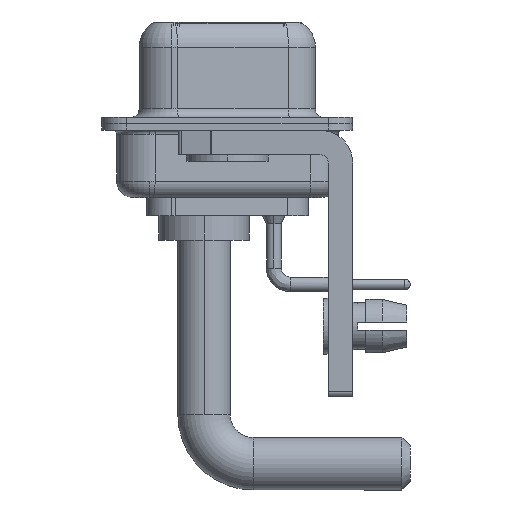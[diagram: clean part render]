
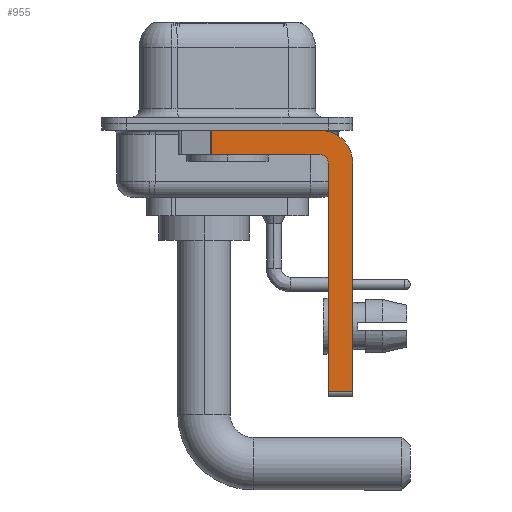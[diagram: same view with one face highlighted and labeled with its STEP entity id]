
A CAD part, left-side view. The second image highlights one B-rep face of the part: STEP entity #955.
In plain terms, the highlighted planar face has unit normal (-1, 0, 0).
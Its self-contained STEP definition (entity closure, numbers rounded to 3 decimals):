
#260 = LINE ( 'NONE', #20091, #15951 ) ;
#955 = ADVANCED_FACE ( 'NONE', ( #11371 ), #4458, .F. ) ;
#1262 = ORIENTED_EDGE ( 'NONE', *, *, #16377, .T. ) ;
#1511 = DIRECTION ( 'NONE',  ( 0., 0., -1. ) ) ;
#1656 = EDGE_CURVE ( 'NONE', #17860, #22300, #7030, .T. ) ;
#2648 = VECTOR ( 'NONE', #1511, 1000. ) ;
#2804 = EDGE_CURVE ( 'NONE', #22331, #8085, #19694, .T. ) ;
#2829 = ORIENTED_EDGE ( 'NONE', *, *, #1656, .F. ) ;
#4458 = PLANE ( 'NONE',  #20847 ) ;
#4508 = ORIENTED_EDGE ( 'NONE', *, *, #5142, .F. ) ;
#4685 = CARTESIAN_POINT ( 'NONE',  ( -2.9, -5.65, -1.9 ) ) ;
#4706 = DIRECTION ( 'NONE',  ( 0., -1., 0. ) ) ;
#4750 = ORIENTED_EDGE ( 'NONE', *, *, #18110, .F. ) ;
#5017 = DIRECTION ( 'NONE',  ( 0., 0., 1. ) ) ;
#5142 = EDGE_CURVE ( 'NONE', #8649, #5613, #19870, .T. ) ;
#5204 = EDGE_CURVE ( 'NONE', #22300, #22331, #20635, .T. ) ;
#5302 = DIRECTION ( 'NONE',  ( 1., 0., 0. ) ) ;
#5613 = VERTEX_POINT ( 'NONE', #4685 ) ;
#5989 = CARTESIAN_POINT ( 'NONE',  ( -2.9, 0.978, -1.9 ) ) ;
#6363 = CARTESIAN_POINT ( 'NONE',  ( -2.9, -5.65, -16.35 ) ) ;
#6979 = ORIENTED_EDGE ( 'NONE', *, *, #18582, .T. ) ;
#7022 = CARTESIAN_POINT ( 'NONE',  ( -2.9, -6.15, -16.6 ) ) ;
#7030 = LINE ( 'NONE', #9199, #19764 ) ;
#7733 = EDGE_LOOP ( 'NONE', ( #2829, #6979, #4750, #4508, #15229, #1262, #8648, #19826 ) ) ;
#8085 = VERTEX_POINT ( 'NONE', #9568 ) ;
#8155 = DIRECTION ( 'NONE',  ( 1., 0., 0. ) ) ;
#8258 = VECTOR ( 'NONE', #4706, 1000. ) ;
#8271 = CARTESIAN_POINT ( 'NONE',  ( -2.9, -5.65, -2.4 ) ) ;
#8381 = EDGE_CURVE ( 'NONE', #18341, #8649, #21376, .T. ) ;
#8465 = CARTESIAN_POINT ( 'NONE',  ( -2.9, 0.978, -1.9 ) ) ;
#8648 = ORIENTED_EDGE ( 'NONE', *, *, #2804, .F. ) ;
#8649 = VERTEX_POINT ( 'NONE', #15719 ) ;
#9069 = DIRECTION ( 'NONE',  ( 0., -1., 0. ) ) ;
#9199 = CARTESIAN_POINT ( 'NONE',  ( -2.9, 3., -0.4 ) ) ;
#9568 = CARTESIAN_POINT ( 'NONE',  ( -2.9, -7.65, -16.35 ) ) ;
#10038 = CARTESIAN_POINT ( 'NONE',  ( -2.9, -6.15, -16.35 ) ) ;
#11371 = FACE_OUTER_BOUND ( 'NONE', #7733, .T. ) ;
#11724 = DIRECTION ( 'NONE',  ( 0., 0., -1. ) ) ;
#12042 = CARTESIAN_POINT ( 'NONE',  ( -2.9, -7.65, -2.4 ) ) ;
#12434 = DIRECTION ( 'NONE',  ( 0., 0., -1. ) ) ;
#12586 = AXIS2_PLACEMENT_3D ( 'NONE', #21434, #5302, #12434 ) ;
#12931 = VECTOR ( 'NONE', #14195, 1000. ) ;
#13667 = CARTESIAN_POINT ( 'NONE',  ( -2.9, -5.65, -0.4 ) ) ;
#14195 = DIRECTION ( 'NONE',  ( 0., 0., -1. ) ) ;
#14236 = DIRECTION ( 'NONE',  ( -1., 0., 0. ) ) ;
#14816 = VERTEX_POINT ( 'NONE', #5989 ) ;
#15229 = ORIENTED_EDGE ( 'NONE', *, *, #8381, .F. ) ;
#15261 = AXIS2_PLACEMENT_3D ( 'NONE', #23198, #14236, #19876 ) ;
#15719 = CARTESIAN_POINT ( 'NONE',  ( -2.9, -6.15, -2.4 ) ) ;
#15951 = VECTOR ( 'NONE', #20222, 1000. ) ;
#16377 = EDGE_CURVE ( 'NONE', #18341, #8085, #22720, .T. ) ;
#17743 = LINE ( 'NONE', #8465, #2648 ) ;
#17860 = VERTEX_POINT ( 'NONE', #20836 ) ;
#18110 = EDGE_CURVE ( 'NONE', #5613, #14816, #260, .T. ) ;
#18341 = VERTEX_POINT ( 'NONE', #10038 ) ;
#18582 = EDGE_CURVE ( 'NONE', #17860, #14816, #17743, .T. ) ;
#19056 = CARTESIAN_POINT ( 'NONE',  ( -2.9, -7.65, -2.4 ) ) ;
#19694 = LINE ( 'NONE', #12042, #12931 ) ;
#19764 = VECTOR ( 'NONE', #9069, 1000. ) ;
#19826 = ORIENTED_EDGE ( 'NONE', *, *, #5204, .F. ) ;
#19870 = CIRCLE ( 'NONE', #15261, 0.5 ) ;
#19876 = DIRECTION ( 'NONE',  ( 0., 0., 1. ) ) ;
#19926 = VECTOR ( 'NONE', #5017, 1000. ) ;
#20091 = CARTESIAN_POINT ( 'NONE',  ( -2.9, -5.65, -1.9 ) ) ;
#20222 = DIRECTION ( 'NONE',  ( 0., 1., 0. ) ) ;
#20635 = CIRCLE ( 'NONE', #12586, 2. ) ;
#20836 = CARTESIAN_POINT ( 'NONE',  ( -2.9, 0.978, -0.4 ) ) ;
#20847 = AXIS2_PLACEMENT_3D ( 'NONE', #8271, #8155, #11724 ) ;
#21376 = LINE ( 'NONE', #7022, #19926 ) ;
#21434 = CARTESIAN_POINT ( 'NONE',  ( -2.9, -5.65, -2.4 ) ) ;
#22300 = VERTEX_POINT ( 'NONE', #13667 ) ;
#22331 = VERTEX_POINT ( 'NONE', #19056 ) ;
#22720 = LINE ( 'NONE', #6363, #8258 ) ;
#23198 = CARTESIAN_POINT ( 'NONE',  ( -2.9, -5.65, -2.4 ) ) ;
